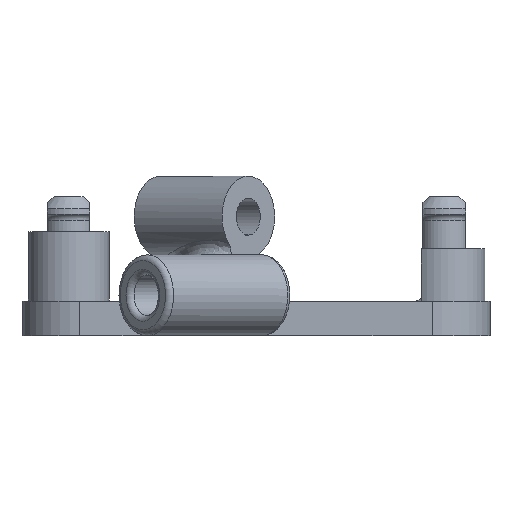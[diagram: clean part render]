
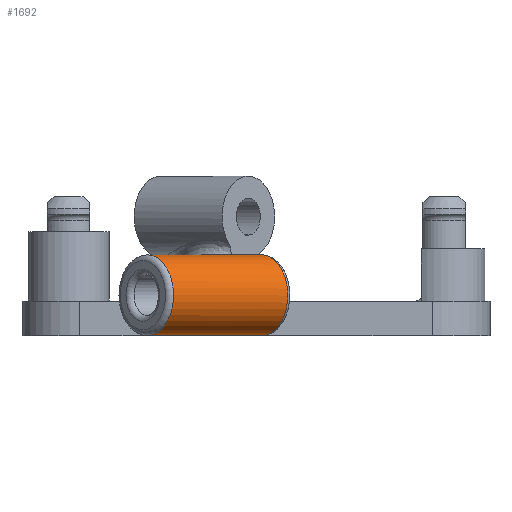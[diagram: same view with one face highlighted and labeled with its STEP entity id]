
A CAD part, left-side view. The second image highlights one B-rep face of the part: STEP entity #1692.
In plain terms, the highlighted cylindrical face has radius 3.5 mm (diameter 7 mm), a full revolution.
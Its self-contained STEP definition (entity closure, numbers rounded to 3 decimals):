
#118=ELLIPSE('',#1839,8.36,3.5);
#119=ELLIPSE('',#1840,3.854,3.5);
#120=ELLIPSE('',#1841,3.854,3.5);
#121=ELLIPSE('',#1842,3.854,3.5);
#122=ELLIPSE('',#1843,3.854,3.5);
#136=FACE_OUTER_BOUND('',#246,.T.);
#246=EDGE_LOOP('',(#1172,#1173,#1174,#1175,#1176,#1177,#1178,#1179,#1180,
#1181));
#425=CIRCLE('',#1834,3.5);
#427=CIRCLE('',#1838,3.5);
#510=LINE('',#2549,#597);
#515=LINE('',#3018,#602);
#597=VECTOR('',#2027,3.5);
#602=VECTOR('',#2104,3.5);
#688=VERTEX_POINT('',#2547);
#689=VERTEX_POINT('',#2548);
#712=VERTEX_POINT('',#3000);
#714=VERTEX_POINT('',#3007);
#715=VERTEX_POINT('',#3009);
#716=VERTEX_POINT('',#3011);
#717=VERTEX_POINT('',#3013);
#718=VERTEX_POINT('',#3015);
#857=EDGE_CURVE('',#688,#689,#510,.T.);
#890=EDGE_CURVE('',#712,#712,#425,.T.);
#892=EDGE_CURVE('',#714,#689,#427,.T.);
#893=EDGE_CURVE('',#715,#714,#118,.T.);
#894=EDGE_CURVE('',#716,#715,#119,.T.);
#895=EDGE_CURVE('',#717,#716,#120,.T.);
#896=EDGE_CURVE('',#718,#717,#121,.T.);
#897=EDGE_CURVE('',#688,#718,#122,.T.);
#898=EDGE_CURVE('',#712,#688,#515,.T.);
#1172=ORIENTED_EDGE('',*,*,#857,.T.);
#1173=ORIENTED_EDGE('',*,*,#892,.F.);
#1174=ORIENTED_EDGE('',*,*,#893,.F.);
#1175=ORIENTED_EDGE('',*,*,#894,.F.);
#1176=ORIENTED_EDGE('',*,*,#895,.F.);
#1177=ORIENTED_EDGE('',*,*,#896,.F.);
#1178=ORIENTED_EDGE('',*,*,#897,.F.);
#1179=ORIENTED_EDGE('',*,*,#898,.F.);
#1180=ORIENTED_EDGE('',*,*,#890,.F.);
#1181=ORIENTED_EDGE('',*,*,#898,.T.);
#1649=CYLINDRICAL_SURFACE('',#1837,3.5);
#1692=ADVANCED_FACE('',(#136),#1649,.T.);
#1834=AXIS2_PLACEMENT_3D('',#3002,#2084,#2085);
#1837=AXIS2_PLACEMENT_3D('',#3006,#2090,#2091);
#1838=AXIS2_PLACEMENT_3D('',#3008,#2092,#2093);
#1839=AXIS2_PLACEMENT_3D('',#3010,#2094,#2095);
#1840=AXIS2_PLACEMENT_3D('',#3012,#2096,#2097);
#1841=AXIS2_PLACEMENT_3D('',#3014,#2098,#2099);
#1842=AXIS2_PLACEMENT_3D('',#3016,#2100,#2101);
#1843=AXIS2_PLACEMENT_3D('',#3017,#2102,#2103);
#2027=DIRECTION('',(0.649,-0.76,0.));
#2084=DIRECTION('center_axis',(-0.649,0.76,0.));
#2085=DIRECTION('ref_axis',(0.,0.,
1.));
#2090=DIRECTION('center_axis',(-0.649,0.76,0.));
#2091=DIRECTION('ref_axis',(0.,0.,1.));
#2092=DIRECTION('center_axis',(0.649,-0.76,0.));
#2093=DIRECTION('ref_axis',(-0.76,-0.649,0.));
#2094=DIRECTION('center_axis',(0.419,0.908,0.));
#2095=DIRECTION('ref_axis',(-0.908,0.419,0.));
#2096=DIRECTION('center_axis',(0.908,-0.419,0.));
#2097=DIRECTION('ref_axis',(-0.419,-0.908,0.));
#2098=DIRECTION('center_axis',(0.908,-0.419,0.));
#2099=DIRECTION('ref_axis',(0.419,0.908,0.));
#2100=DIRECTION('center_axis',(0.908,-0.419,0.));
#2101=DIRECTION('ref_axis',(0.419,0.908,0.));
#2102=DIRECTION('center_axis',(0.908,-0.419,0.));
#2103=DIRECTION('ref_axis',(-0.419,-0.908,0.));
#2104=DIRECTION('',(0.649,-0.76,0.));
#2547=CARTESIAN_POINT('',(-66.,5.75,-3.));
#2548=CARTESIAN_POINT('',(-61.779,0.807,-3.));
#2549=CARTESIAN_POINT('',(-66.,5.75,-3.));
#3000=CARTESIAN_POINT('',(-70.221,10.693,-3.));
#3002=CARTESIAN_POINT('Origin',(-70.221,10.693,0.5));
#3006=CARTESIAN_POINT('Origin',(-66.,5.75,0.5));
#3007=CARTESIAN_POINT('',(-59.5,2.754,2.309));
#3008=CARTESIAN_POINT('Origin',(-61.779,0.807,0.5));
#3009=CARTESIAN_POINT('',(-66.,5.75,4.));
#3010=CARTESIAN_POINT('Origin',(-66.,5.75,0.5));
#3011=CARTESIAN_POINT('',(-66.,5.75,4.));
#3012=CARTESIAN_POINT('Origin',(-66.,5.75,0.5));
#3013=CARTESIAN_POINT('',(-64.386,9.25,0.5));
#3014=CARTESIAN_POINT('Origin',(-66.,5.75,0.5));
#3015=CARTESIAN_POINT('',(-66.,5.75,-3.));
#3016=CARTESIAN_POINT('Origin',(-66.,5.75,0.5));
#3017=CARTESIAN_POINT('Origin',(-66.,5.75,0.5));
#3018=CARTESIAN_POINT('',(-66.,5.75,-3.));
